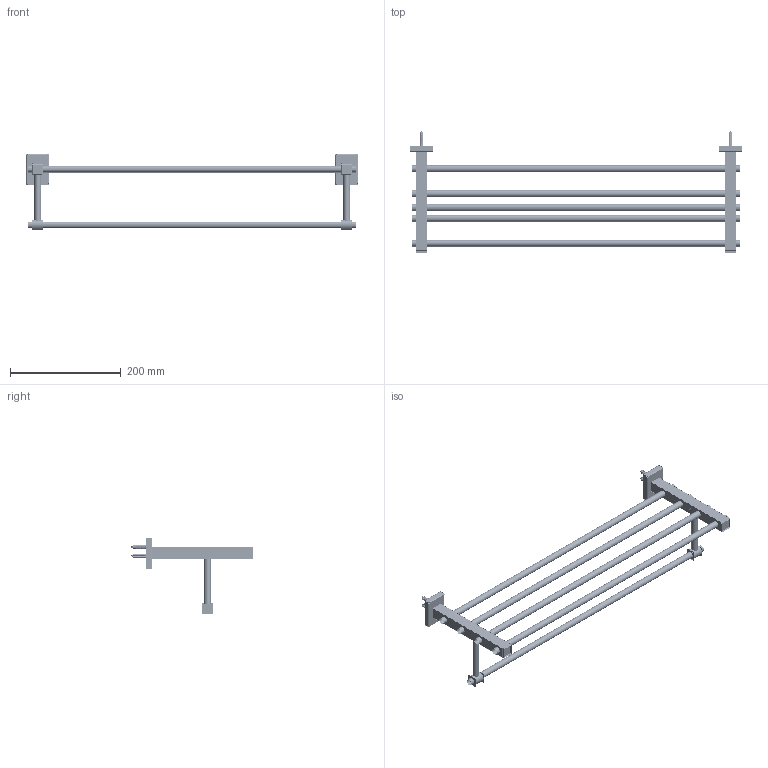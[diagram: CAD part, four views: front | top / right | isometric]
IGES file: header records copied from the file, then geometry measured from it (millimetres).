
Start section:  PTC IGES file: FFAS0495-908GL0BC0.igs
Global section: file name: FFAS0495-908GL0BC0.igs; native system: Creo Parametric by PTC Inc.; preprocessor: 2022162; author: 10114231; organization: Unknown; date: 20231222.153933; units: millimetre
Bounding box: 599.6 x 218.56 x 138.46 mm (x, y, z)
Surface area: 437942 mm2 (no closed solid volume)
Topology: 0 solids, 0 shells, 4364 faces, 53297 edges, 61368 vertices
Faces by surface type: revolution 2288, bspline 2068, extrusion 8
